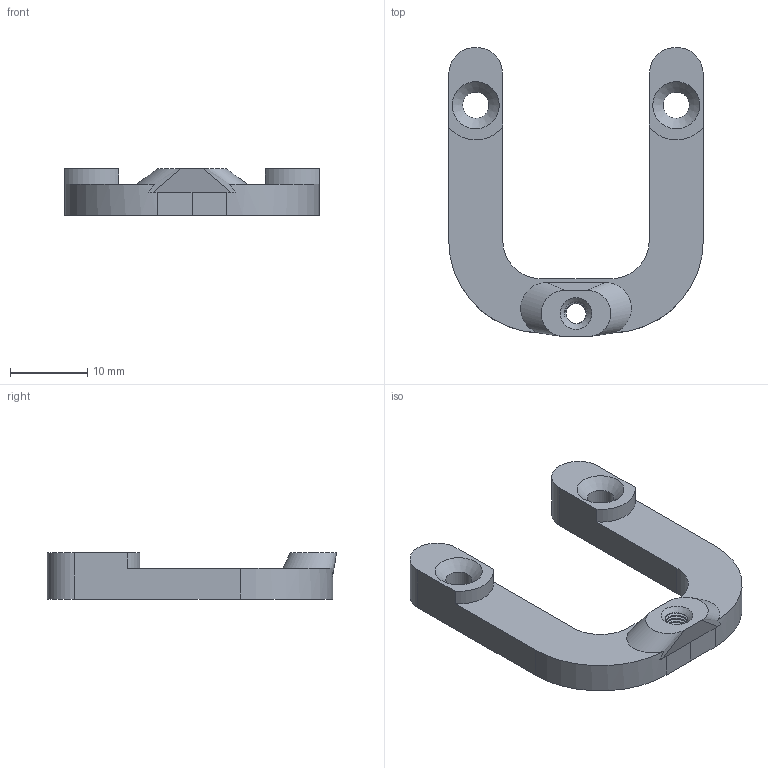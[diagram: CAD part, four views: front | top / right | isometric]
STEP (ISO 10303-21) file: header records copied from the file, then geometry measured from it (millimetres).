
FILE_DESCRIPTION(('FreeCAD Model'),'2;1');
FILE_NAME('Open CASCADE Shape Model','2023-04-22T15:09:43',(''),(''), 'Open CASCADE STEP processor 7.6','FreeCAD','Unknown');
FILE_SCHEMA(('AUTOMOTIVE_DESIGN { 1 0 10303 214 1 1 1 1 }'));
Length unit declared in the file: millimetre
Products named in the file (1): Hole065
Bounding box: 33 x 37.5 x 6 mm (x, y, z)
Volume: 2617.3 mm3; surface area: 2212.7 mm2
Topology: 1 solids, 1 shells, 82 faces, 191 edges, 111 vertices
Faces by surface type: bspline 40, cylinder 22, plane 17, cone 3
Full cylindrical faces by diameter (mm): 2.6 x10, 3.4 x2
Entity records: 12246 total; most frequent: CARTESIAN_POINT 8884, DIRECTION 435, ORIENTED_EDGE 382, PCURVE 382, DEFINITIONAL_REPRESENTATION 382, LINE 267, VECTOR 267, B_SPLINE_CURVE_WITH_KNOTS 245
